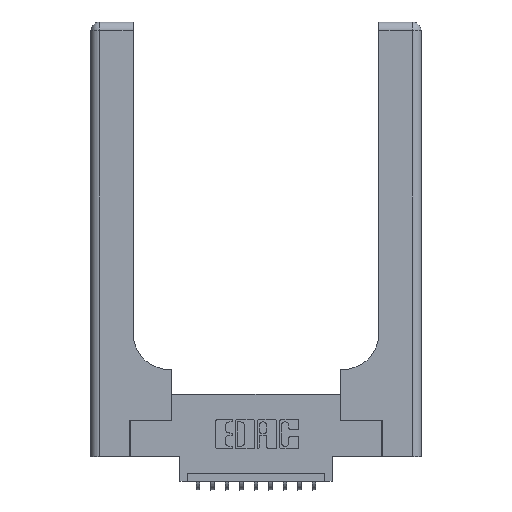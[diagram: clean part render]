
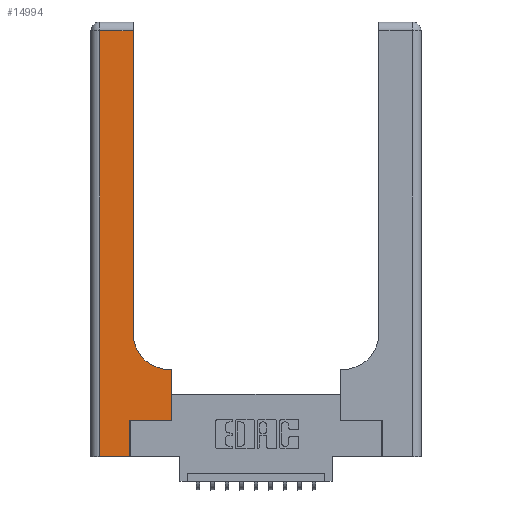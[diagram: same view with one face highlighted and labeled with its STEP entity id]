
A CAD part, top view. The second image highlights one B-rep face of the part: STEP entity #14994.
In plain terms, the highlighted planar face has unit normal (0, 0, 1).
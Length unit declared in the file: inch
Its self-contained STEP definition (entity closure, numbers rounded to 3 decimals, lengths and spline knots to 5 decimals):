
#65 = CARTESIAN_POINT ( 'NONE',  ( 0.2915, 3., 0.37 ) ) ;
#76 = EDGE_CURVE ( 'NONE', #12105, #3049, #5220, .T. ) ;
#683 = CARTESIAN_POINT ( 'NONE',  ( 0.5415, 0.6, 0.37 ) ) ;
#706 = LINE ( 'NONE', #65, #13977 ) ;
#741 = CARTESIAN_POINT ( 'NONE',  ( 0.269, 0., 0.37 ) ) ;
#866 = CARTESIAN_POINT ( 'NONE',  ( 0.2915, 0.85, 0.37 ) ) ;
#994 = VERTEX_POINT ( 'NONE', #8548 ) ;
#1087 = DIRECTION ( 'NONE',  ( 1., 0., 0. ) ) ;
#1202 = VERTEX_POINT ( 'NONE', #683 ) ;
#1860 = CARTESIAN_POINT ( 'NONE',  ( 0.269, 0.25, 0.37 ) ) ;
#2095 = ORIENTED_EDGE ( 'NONE', *, *, #4335, .T. ) ;
#2123 = CIRCLE ( 'NONE', #6809, 0.25 ) ;
#2177 = CARTESIAN_POINT ( 'NONE',  ( 0.2915, 0.6, 0.37 ) ) ;
#2306 = CARTESIAN_POINT ( 'NONE',  ( 0.5585, 0.6, 0.37 ) ) ;
#2676 = EDGE_CURVE ( 'NONE', #7845, #994, #11005, .T. ) ;
#3049 = VERTEX_POINT ( 'NONE', #4280 ) ;
#3262 = DIRECTION ( 'NONE',  ( 0., 1., 0. ) ) ;
#3991 = ORIENTED_EDGE ( 'NONE', *, *, #13774, .T. ) ;
#4280 = CARTESIAN_POINT ( 'NONE',  ( 0.06, 2.94, 0.37 ) ) ;
#4335 = EDGE_CURVE ( 'NONE', #994, #15086, #10763, .T. ) ;
#4500 = ORIENTED_EDGE ( 'NONE', *, *, #8787, .T. ) ;
#4647 = DIRECTION ( 'NONE',  ( -1., 0., 0. ) ) ;
#4803 = DIRECTION ( 'NONE',  ( 0., 0., -1. ) ) ;
#4981 = VECTOR ( 'NONE', #6924, 39.37008 ) ;
#5173 = EDGE_CURVE ( 'NONE', #16581, #12105, #706, .T. ) ;
#5197 = EDGE_CURVE ( 'NONE', #15086, #1202, #14184, .T. ) ;
#5220 = LINE ( 'NONE', #8398, #15250 ) ;
#5761 = AXIS2_PLACEMENT_3D ( 'NONE', #7248, #11175, #7528 ) ;
#5833 = VECTOR ( 'NONE', #15266, 39.37008 ) ;
#6118 = VERTEX_POINT ( 'NONE', #16000 ) ;
#6275 = EDGE_CURVE ( 'NONE', #3049, #13434, #15932, .T. ) ;
#6809 = AXIS2_PLACEMENT_3D ( 'NONE', #16401, #4803, #1087 ) ;
#6924 = DIRECTION ( 'NONE',  ( 0., 1., 0. ) ) ;
#7131 = CARTESIAN_POINT ( 'NONE',  ( 0.2915, 2.94, 0.37 ) ) ;
#7248 = CARTESIAN_POINT ( 'NONE',  ( 0., 3., 0.37 ) ) ;
#7528 = DIRECTION ( 'NONE',  ( -1., 0., 0. ) ) ;
#7668 = DIRECTION ( 'NONE',  ( 1., 0., 0. ) ) ;
#7845 = VERTEX_POINT ( 'NONE', #1860 ) ;
#8115 = ORIENTED_EDGE ( 'NONE', *, *, #12151, .T. ) ;
#8224 = LINE ( 'NONE', #741, #16506 ) ;
#8398 = CARTESIAN_POINT ( 'NONE',  ( 0., 2.94, 0.37 ) ) ;
#8548 = CARTESIAN_POINT ( 'NONE',  ( 0.5585, 0.25, 0.37 ) ) ;
#8787 = EDGE_CURVE ( 'NONE', #13434, #6118, #15455, .T. ) ;
#8904 = ORIENTED_EDGE ( 'NONE', *, *, #2676, .T. ) ;
#9074 = VECTOR ( 'NONE', #9164, 39.37008 ) ;
#9149 = CARTESIAN_POINT ( 'NONE',  ( 0.06, 0., 0.37 ) ) ;
#9164 = DIRECTION ( 'NONE',  ( 0., -1., 0. ) ) ;
#9772 = PLANE ( 'NONE',  #5761 ) ;
#10416 = VECTOR ( 'NONE', #7668, 39.37008 ) ;
#10763 = LINE ( 'NONE', #13735, #4981 ) ;
#11005 = LINE ( 'NONE', #13931, #10416 ) ;
#11175 = DIRECTION ( 'NONE',  ( 0., 0., -1. ) ) ;
#11977 = EDGE_LOOP ( 'NONE', ( #12877, #12826, #13487, #4500, #3991, #8904, #2095, #13541, #8115 ) ) ;
#12105 = VERTEX_POINT ( 'NONE', #7131 ) ;
#12151 = EDGE_CURVE ( 'NONE', #1202, #16581, #2123, .T. ) ;
#12826 = ORIENTED_EDGE ( 'NONE', *, *, #76, .T. ) ;
#12877 = ORIENTED_EDGE ( 'NONE', *, *, #5173, .T. ) ;
#13362 = VECTOR ( 'NONE', #15051, 39.37008 ) ;
#13434 = VERTEX_POINT ( 'NONE', #9149 ) ;
#13487 = ORIENTED_EDGE ( 'NONE', *, *, #6275, .T. ) ;
#13541 = ORIENTED_EDGE ( 'NONE', *, *, #5197, .T. ) ;
#13735 = CARTESIAN_POINT ( 'NONE',  ( 0.5585, 0.25, 0.37 ) ) ;
#13774 = EDGE_CURVE ( 'NONE', #6118, #7845, #8224, .T. ) ;
#13798 = CARTESIAN_POINT ( 'NONE',  ( 0., 0., 0.37 ) ) ;
#13931 = CARTESIAN_POINT ( 'NONE',  ( 0.269, 0.25, 0.37 ) ) ;
#13977 = VECTOR ( 'NONE', #14081, 39.37008 ) ;
#14081 = DIRECTION ( 'NONE',  ( 0., 1., 0. ) ) ;
#14184 = LINE ( 'NONE', #2177, #13362 ) ;
#14419 = CARTESIAN_POINT ( 'NONE',  ( 0.06, 3., 0.37 ) ) ;
#14852 = FACE_OUTER_BOUND ( 'NONE', #11977, .T. ) ;
#14994 = ADVANCED_FACE ( 'NONE', ( #14852 ), #9772, .F. ) ;
#15051 = DIRECTION ( 'NONE',  ( -1., 0., 0. ) ) ;
#15086 = VERTEX_POINT ( 'NONE', #2306 ) ;
#15250 = VECTOR ( 'NONE', #4647, 39.37008 ) ;
#15266 = DIRECTION ( 'NONE',  ( 1., 0., 0. ) ) ;
#15455 = LINE ( 'NONE', #13798, #5833 ) ;
#15932 = LINE ( 'NONE', #14419, #9074 ) ;
#16000 = CARTESIAN_POINT ( 'NONE',  ( 0.269, 0., 0.37 ) ) ;
#16401 = CARTESIAN_POINT ( 'NONE',  ( 0.5415, 0.85, 0.37 ) ) ;
#16506 = VECTOR ( 'NONE', #3262, 39.37008 ) ;
#16581 = VERTEX_POINT ( 'NONE', #866 ) ;
